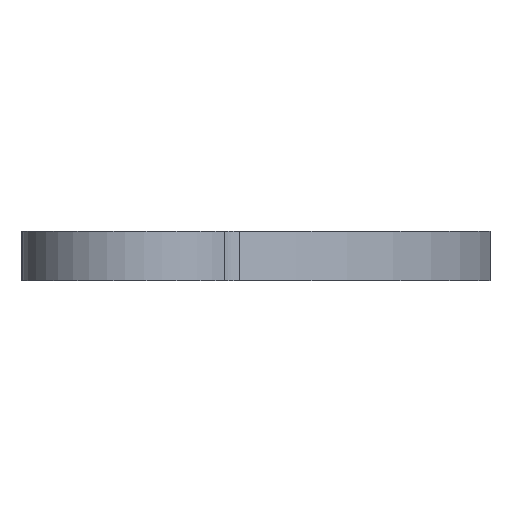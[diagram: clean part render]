
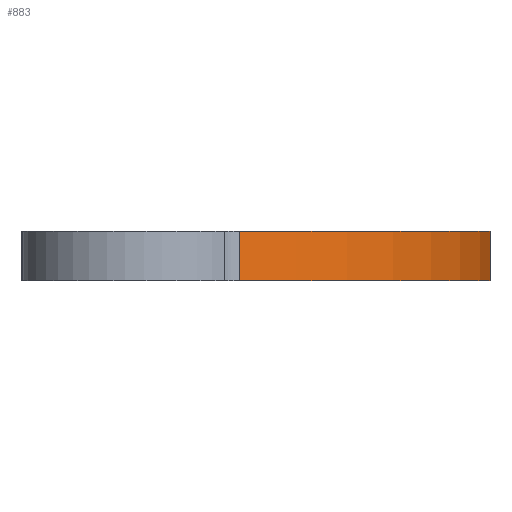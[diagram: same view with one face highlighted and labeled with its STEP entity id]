
A CAD part, front view. The second image highlights one B-rep face of the part: STEP entity #883.
In plain terms, the highlighted cylindrical face has radius 57.543 mm (diameter 115.087 mm), a partial arc.
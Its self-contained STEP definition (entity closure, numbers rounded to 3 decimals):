
#84 = FACE_OUTER_BOUND ( 'NONE', #219, .T. ) ;
#106 = DIRECTION ( 'NONE',  ( 1., 0., 0. ) ) ;
#167 = VERTEX_POINT ( 'NONE', #1639 ) ;
#172 = DIRECTION ( 'NONE',  ( 1., 0., 0. ) ) ;
#176 = CARTESIAN_POINT ( 'NONE',  ( 16.775, -240.044, 0. ) ) ;
#219 = EDGE_LOOP ( 'NONE', ( #1086, #1775, #636, #1358 ) ) ;
#283 = EDGE_CURVE ( 'NONE', #167, #813, #1566, .T. ) ;
#309 = CARTESIAN_POINT ( 'NONE',  ( 0., -185., 8. ) ) ;
#323 = CARTESIAN_POINT ( 'NONE',  ( 16.775, -240.044, 8. ) ) ;
#441 = DIRECTION ( 'NONE',  ( 0., 0., 1. ) ) ;
#558 = CARTESIAN_POINT ( 'NONE',  ( 16.101, -129.755, 8. ) ) ;
#601 = VECTOR ( 'NONE', #441, 1000. ) ;
#636 = ORIENTED_EDGE ( 'NONE', *, *, #1416, .T. ) ;
#760 = CIRCLE ( 'NONE', #1030, 57.543 ) ;
#812 = DIRECTION ( 'NONE',  ( 0., 0., -1. ) ) ;
#813 = VERTEX_POINT ( 'NONE', #176 ) ;
#836 = CARTESIAN_POINT ( 'NONE',  ( 16.101, -129.755, 0. ) ) ;
#863 = DIRECTION ( 'NONE',  ( 0., 0., 1. ) ) ;
#880 = DIRECTION ( 'NONE',  ( 0., 0., -1. ) ) ;
#883 = ADVANCED_FACE ( 'NONE', ( #84 ), #1752, .T. ) ;
#936 = VERTEX_POINT ( 'NONE', #1084 ) ;
#1030 = AXIS2_PLACEMENT_3D ( 'NONE', #1219, #1089, #106 ) ;
#1084 = CARTESIAN_POINT ( 'NONE',  ( 16.101, -129.755, 8. ) ) ;
#1086 = ORIENTED_EDGE ( 'NONE', *, *, #1660, .F. ) ;
#1089 = DIRECTION ( 'NONE',  ( 0., 0., 1. ) ) ;
#1098 = EDGE_CURVE ( 'NONE', #1659, #936, #1110, .T. ) ;
#1110 = LINE ( 'NONE', #558, #601 ) ;
#1219 = CARTESIAN_POINT ( 'NONE',  ( 0., -185., 0. ) ) ;
#1221 = CARTESIAN_POINT ( 'NONE',  ( 0., -185., 8. ) ) ;
#1275 = AXIS2_PLACEMENT_3D ( 'NONE', #309, #863, #172 ) ;
#1358 = ORIENTED_EDGE ( 'NONE', *, *, #1098, .T. ) ;
#1416 = EDGE_CURVE ( 'NONE', #813, #1659, #760, .T. ) ;
#1497 = DIRECTION ( 'NONE',  ( -1., 0., 0. ) ) ;
#1532 = CIRCLE ( 'NONE', #1275, 57.543 ) ;
#1566 = LINE ( 'NONE', #323, #1767 ) ;
#1639 = CARTESIAN_POINT ( 'NONE',  ( 16.775, -240.044, 8. ) ) ;
#1659 = VERTEX_POINT ( 'NONE', #836 ) ;
#1660 = EDGE_CURVE ( 'NONE', #167, #936, #1532, .T. ) ;
#1744 = AXIS2_PLACEMENT_3D ( 'NONE', #1221, #812, #1497 ) ;
#1752 = CYLINDRICAL_SURFACE ( 'NONE', #1744, 57.543 ) ;
#1767 = VECTOR ( 'NONE', #880, 1000. ) ;
#1775 = ORIENTED_EDGE ( 'NONE', *, *, #283, .T. ) ;
